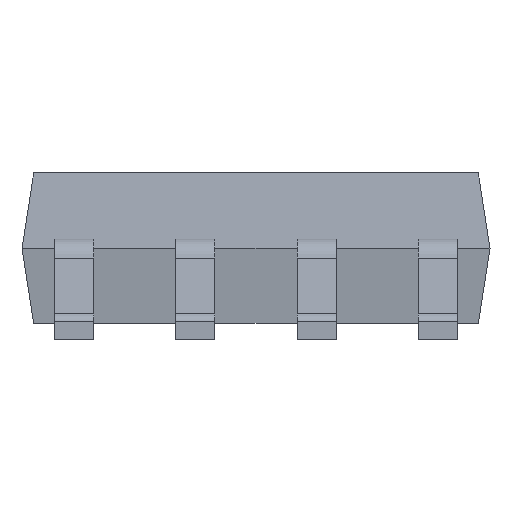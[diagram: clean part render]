
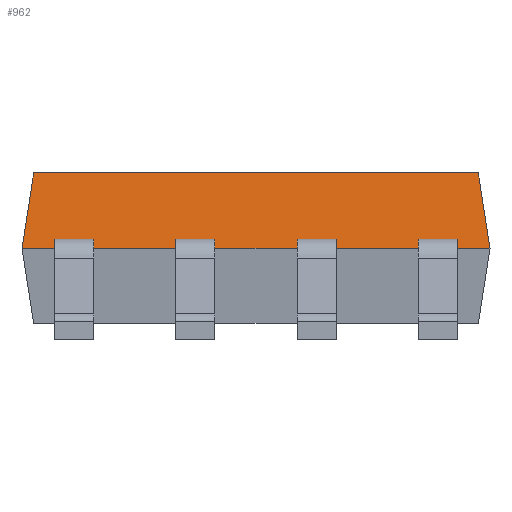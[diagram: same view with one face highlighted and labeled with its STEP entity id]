
A CAD part, left-side view. The second image highlights one B-rep face of the part: STEP entity #962.
In plain terms, the highlighted free-form (B-spline) face has degree [1, 1] with [2, 2] control points.
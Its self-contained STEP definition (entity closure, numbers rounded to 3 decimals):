
#24 = VERTEX_POINT('',#25);
#25 = CARTESIAN_POINT('',(-1.85,-2.33,1.75));
#31 = EDGE_CURVE('',#24,#32,#34,.T.);
#32 = VERTEX_POINT('',#33);
#33 = CARTESIAN_POINT('',(-1.85,2.33,1.75));
#34 = LINE('',#35,#36);
#35 = CARTESIAN_POINT('',(-1.85,-2.33,1.75));
#36 = VECTOR('',#37,1.);
#37 = DIRECTION('',(0.,1.,0.));
#767 = EDGE_CURVE('',#24,#768,#770,.T.);
#768 = VERTEX_POINT('',#769);
#769 = CARTESIAN_POINT('',(-1.948,-2.453,0.963));
#770 = B_SPLINE_CURVE_WITH_KNOTS('',1,(#771,#772),.UNSPECIFIED.,.F.,.F.,
  (2,2),(0.,1.),.PIECEWISE_BEZIER_KNOTS.);
#771 = CARTESIAN_POINT('',(-1.85,-2.33,1.75));
#772 = CARTESIAN_POINT('',(-1.948,-2.453,0.963));
#962 = ADVANCED_FACE('',(#963),#1128,.T.);
#963 = FACE_BOUND('',#964,.T.);
#964 = EDGE_LOOP('',(#965,#966,#967,#974,#982,#994,#1001,#1013,#1021,
    #1031,#1038,#1048,#1056,#1066,#1073,#1083,#1091,#1103,#1110,#1122));
#965 = ORIENTED_EDGE('',*,*,#767,.F.);
#966 = ORIENTED_EDGE('',*,*,#31,.T.);
#967 = ORIENTED_EDGE('',*,*,#968,.T.);
#968 = EDGE_CURVE('',#32,#969,#971,.T.);
#969 = VERTEX_POINT('',#970);
#970 = CARTESIAN_POINT('',(-1.948,2.453,0.963));
#971 = B_SPLINE_CURVE_WITH_KNOTS('',1,(#972,#973),.UNSPECIFIED.,.F.,.F.,
  (2,2),(0.,1.),.PIECEWISE_BEZIER_KNOTS.);
#972 = CARTESIAN_POINT('',(-1.85,2.33,1.75));
#973 = CARTESIAN_POINT('',(-1.948,2.453,0.963));
#974 = ORIENTED_EDGE('',*,*,#975,.F.);
#975 = EDGE_CURVE('',#976,#969,#978,.T.);
#976 = VERTEX_POINT('',#977);
#977 = CARTESIAN_POINT('',(-1.948,2.11,0.963));
#978 = LINE('',#979,#980);
#979 = CARTESIAN_POINT('',(-1.948,-2.453,0.963));
#980 = VECTOR('',#981,1.);
#981 = DIRECTION('',(0.,1.,0.));
#982 = ORIENTED_EDGE('',*,*,#983,.F.);
#983 = EDGE_CURVE('',#984,#976,#986,.T.);
#984 = VERTEX_POINT('',#985);
#985 = CARTESIAN_POINT('',(-1.936,2.11,1.058));
#986 = B_SPLINE_CURVE_WITH_KNOTS('',6,(#987,#988,#989,#990,#991,#992,
    #993),.UNSPECIFIED.,.F.,.F.,(7,7),(0.,1.),.PIECEWISE_BEZIER_KNOTS.);
#987 = CARTESIAN_POINT('',(-1.936,2.11,1.058));
#988 = CARTESIAN_POINT('',(-1.938,2.11,1.041));
#989 = CARTESIAN_POINT('',(-1.939,2.11,1.028));
#990 = CARTESIAN_POINT('',(-1.942,2.11,1.011));
#991 = CARTESIAN_POINT('',(-1.944,2.11,0.989));
#992 = CARTESIAN_POINT('',(-1.947,2.11,0.968));
#993 = CARTESIAN_POINT('',(-1.948,2.11,0.963));
#994 = ORIENTED_EDGE('',*,*,#995,.T.);
#995 = EDGE_CURVE('',#984,#996,#998,.T.);
#996 = VERTEX_POINT('',#997);
#997 = CARTESIAN_POINT('',(-1.936,1.7,1.058));
#998 = B_SPLINE_CURVE_WITH_KNOTS('',1,(#999,#1000),.UNSPECIFIED.,.F.,.F.
  ,(2,2),(0.,1.),.PIECEWISE_BEZIER_KNOTS.);
#999 = CARTESIAN_POINT('',(-1.936,2.11,1.058));
#1000 = CARTESIAN_POINT('',(-1.936,1.7,1.058));
#1001 = ORIENTED_EDGE('',*,*,#1002,.T.);
#1002 = EDGE_CURVE('',#996,#1003,#1005,.T.);
#1003 = VERTEX_POINT('',#1004);
#1004 = CARTESIAN_POINT('',(-1.948,1.7,0.963));
#1005 = B_SPLINE_CURVE_WITH_KNOTS('',6,(#1006,#1007,#1008,#1009,#1010,
    #1011,#1012),.UNSPECIFIED.,.F.,.F.,(7,7),(0.,1.),
  .PIECEWISE_BEZIER_KNOTS.);
#1006 = CARTESIAN_POINT('',(-1.936,1.7,1.058));
#1007 = CARTESIAN_POINT('',(-1.938,1.7,1.039));
#1008 = CARTESIAN_POINT('',(-1.94,1.7,1.026));
#1009 = CARTESIAN_POINT('',(-1.942,1.7,1.009));
#1010 = CARTESIAN_POINT('',(-1.944,1.7,0.988));
#1011 = CARTESIAN_POINT('',(-1.947,1.7,0.967));
#1012 = CARTESIAN_POINT('',(-1.948,1.7,0.963));
#1013 = ORIENTED_EDGE('',*,*,#1014,.F.);
#1014 = EDGE_CURVE('',#1015,#1003,#1017,.T.);
#1015 = VERTEX_POINT('',#1016);
#1016 = CARTESIAN_POINT('',(-1.948,0.84,0.963));
#1017 = LINE('',#1018,#1019);
#1018 = CARTESIAN_POINT('',(-1.948,-2.453,0.963));
#1019 = VECTOR('',#1020,1.);
#1020 = DIRECTION('',(0.,1.,0.));
#1021 = ORIENTED_EDGE('',*,*,#1022,.F.);
#1022 = EDGE_CURVE('',#1023,#1015,#1025,.T.);
#1023 = VERTEX_POINT('',#1024);
#1024 = CARTESIAN_POINT('',(-1.936,0.84,1.058));
#1025 = B_SPLINE_CURVE_WITH_KNOTS('',4,(#1026,#1027,#1028,#1029,#1030),
  .UNSPECIFIED.,.F.,.F.,(5,5),(0.,1.),.PIECEWISE_BEZIER_KNOTS.);
#1026 = CARTESIAN_POINT('',(-1.936,0.84,1.058));
#1027 = CARTESIAN_POINT('',(-1.939,0.84,1.034));
#1028 = CARTESIAN_POINT('',(-1.942,0.84,1.01));
#1029 = CARTESIAN_POINT('',(-1.945,0.84,0.986));
#1030 = CARTESIAN_POINT('',(-1.948,0.84,0.963));
#1031 = ORIENTED_EDGE('',*,*,#1032,.T.);
#1032 = EDGE_CURVE('',#1023,#1033,#1035,.T.);
#1033 = VERTEX_POINT('',#1034);
#1034 = CARTESIAN_POINT('',(-1.936,0.43,1.058));
#1035 = B_SPLINE_CURVE_WITH_KNOTS('',1,(#1036,#1037),.UNSPECIFIED.,.F.,
  .F.,(2,2),(0.,1.),.PIECEWISE_BEZIER_KNOTS.);
#1036 = CARTESIAN_POINT('',(-1.936,0.84,1.058));
#1037 = CARTESIAN_POINT('',(-1.936,0.43,1.058));
#1038 = ORIENTED_EDGE('',*,*,#1039,.T.);
#1039 = EDGE_CURVE('',#1033,#1040,#1042,.T.);
#1040 = VERTEX_POINT('',#1041);
#1041 = CARTESIAN_POINT('',(-1.948,0.43,0.963));
#1042 = B_SPLINE_CURVE_WITH_KNOTS('',4,(#1043,#1044,#1045,#1046,#1047),
  .UNSPECIFIED.,.F.,.F.,(5,5),(0.,1.),.PIECEWISE_BEZIER_KNOTS.);
#1043 = CARTESIAN_POINT('',(-1.936,0.43,1.058));
#1044 = CARTESIAN_POINT('',(-1.939,0.43,1.034));
#1045 = CARTESIAN_POINT('',(-1.942,0.43,1.01));
#1046 = CARTESIAN_POINT('',(-1.945,0.43,0.986));
#1047 = CARTESIAN_POINT('',(-1.948,0.43,0.963));
#1048 = ORIENTED_EDGE('',*,*,#1049,.F.);
#1049 = EDGE_CURVE('',#1050,#1040,#1052,.T.);
#1050 = VERTEX_POINT('',#1051);
#1051 = CARTESIAN_POINT('',(-1.948,-0.43,0.963));
#1052 = LINE('',#1053,#1054);
#1053 = CARTESIAN_POINT('',(-1.948,-2.453,0.963));
#1054 = VECTOR('',#1055,1.);
#1055 = DIRECTION('',(0.,1.,0.));
#1056 = ORIENTED_EDGE('',*,*,#1057,.F.);
#1057 = EDGE_CURVE('',#1058,#1050,#1060,.T.);
#1058 = VERTEX_POINT('',#1059);
#1059 = CARTESIAN_POINT('',(-1.936,-0.43,1.058));
#1060 = B_SPLINE_CURVE_WITH_KNOTS('',4,(#1061,#1062,#1063,#1064,#1065),
  .UNSPECIFIED.,.F.,.F.,(5,5),(0.,1.),.PIECEWISE_BEZIER_KNOTS.);
#1061 = CARTESIAN_POINT('',(-1.936,-0.43,1.058));
#1062 = CARTESIAN_POINT('',(-1.939,-0.43,1.034));
#1063 = CARTESIAN_POINT('',(-1.942,-0.43,1.01));
#1064 = CARTESIAN_POINT('',(-1.945,-0.43,0.986));
#1065 = CARTESIAN_POINT('',(-1.948,-0.43,0.963));
#1066 = ORIENTED_EDGE('',*,*,#1067,.T.);
#1067 = EDGE_CURVE('',#1058,#1068,#1070,.T.);
#1068 = VERTEX_POINT('',#1069);
#1069 = CARTESIAN_POINT('',(-1.936,-0.84,1.058));
#1070 = B_SPLINE_CURVE_WITH_KNOTS('',1,(#1071,#1072),.UNSPECIFIED.,.F.,
  .F.,(2,2),(0.,1.),.PIECEWISE_BEZIER_KNOTS.);
#1071 = CARTESIAN_POINT('',(-1.936,-0.43,1.058));
#1072 = CARTESIAN_POINT('',(-1.936,-0.84,1.058));
#1073 = ORIENTED_EDGE('',*,*,#1074,.T.);
#1074 = EDGE_CURVE('',#1068,#1075,#1077,.T.);
#1075 = VERTEX_POINT('',#1076);
#1076 = CARTESIAN_POINT('',(-1.948,-0.84,0.963));
#1077 = B_SPLINE_CURVE_WITH_KNOTS('',4,(#1078,#1079,#1080,#1081,#1082),
  .UNSPECIFIED.,.F.,.F.,(5,5),(0.,1.),.PIECEWISE_BEZIER_KNOTS.);
#1078 = CARTESIAN_POINT('',(-1.936,-0.84,1.058));
#1079 = CARTESIAN_POINT('',(-1.939,-0.84,1.034));
#1080 = CARTESIAN_POINT('',(-1.942,-0.84,1.01));
#1081 = CARTESIAN_POINT('',(-1.945,-0.84,0.986));
#1082 = CARTESIAN_POINT('',(-1.948,-0.84,0.963));
#1083 = ORIENTED_EDGE('',*,*,#1084,.F.);
#1084 = EDGE_CURVE('',#1085,#1075,#1087,.T.);
#1085 = VERTEX_POINT('',#1086);
#1086 = CARTESIAN_POINT('',(-1.948,-1.7,0.963));
#1087 = LINE('',#1088,#1089);
#1088 = CARTESIAN_POINT('',(-1.948,-2.453,0.963));
#1089 = VECTOR('',#1090,1.);
#1090 = DIRECTION('',(0.,1.,0.));
#1091 = ORIENTED_EDGE('',*,*,#1092,.F.);
#1092 = EDGE_CURVE('',#1093,#1085,#1095,.T.);
#1093 = VERTEX_POINT('',#1094);
#1094 = CARTESIAN_POINT('',(-1.936,-1.7,1.058));
#1095 = B_SPLINE_CURVE_WITH_KNOTS('',6,(#1096,#1097,#1098,#1099,#1100,
    #1101,#1102),.UNSPECIFIED.,.F.,.F.,(7,7),(0.,1.),
  .PIECEWISE_BEZIER_KNOTS.);
#1096 = CARTESIAN_POINT('',(-1.936,-1.7,1.058));
#1097 = CARTESIAN_POINT('',(-1.938,-1.7,1.039));
#1098 = CARTESIAN_POINT('',(-1.94,-1.7,1.026));
#1099 = CARTESIAN_POINT('',(-1.942,-1.7,1.009));
#1100 = CARTESIAN_POINT('',(-1.944,-1.7,0.988));
#1101 = CARTESIAN_POINT('',(-1.947,-1.7,0.967));
#1102 = CARTESIAN_POINT('',(-1.948,-1.7,0.963));
#1103 = ORIENTED_EDGE('',*,*,#1104,.T.);
#1104 = EDGE_CURVE('',#1093,#1105,#1107,.T.);
#1105 = VERTEX_POINT('',#1106);
#1106 = CARTESIAN_POINT('',(-1.936,-2.11,1.058));
#1107 = B_SPLINE_CURVE_WITH_KNOTS('',1,(#1108,#1109),.UNSPECIFIED.,.F.,
  .F.,(2,2),(0.,1.),.PIECEWISE_BEZIER_KNOTS.);
#1108 = CARTESIAN_POINT('',(-1.936,-1.7,1.058));
#1109 = CARTESIAN_POINT('',(-1.936,-2.11,1.058));
#1110 = ORIENTED_EDGE('',*,*,#1111,.T.);
#1111 = EDGE_CURVE('',#1105,#1112,#1114,.T.);
#1112 = VERTEX_POINT('',#1113);
#1113 = CARTESIAN_POINT('',(-1.948,-2.11,0.963));
#1114 = B_SPLINE_CURVE_WITH_KNOTS('',6,(#1115,#1116,#1117,#1118,#1119,
    #1120,#1121),.UNSPECIFIED.,.F.,.F.,(7,7),(0.,1.),
  .PIECEWISE_BEZIER_KNOTS.);
#1115 = CARTESIAN_POINT('',(-1.936,-2.11,1.058));
#1116 = CARTESIAN_POINT('',(-1.938,-2.11,1.041));
#1117 = CARTESIAN_POINT('',(-1.939,-2.11,1.028));
#1118 = CARTESIAN_POINT('',(-1.942,-2.11,1.011));
#1119 = CARTESIAN_POINT('',(-1.944,-2.11,0.989));
#1120 = CARTESIAN_POINT('',(-1.947,-2.11,0.968));
#1121 = CARTESIAN_POINT('',(-1.948,-2.11,0.963));
#1122 = ORIENTED_EDGE('',*,*,#1123,.F.);
#1123 = EDGE_CURVE('',#768,#1112,#1124,.T.);
#1124 = LINE('',#1125,#1126);
#1125 = CARTESIAN_POINT('',(-1.948,-2.453,0.963));
#1126 = VECTOR('',#1127,1.);
#1127 = DIRECTION('',(0.,1.,0.));
#1128 = B_SPLINE_SURFACE_WITH_KNOTS('',1,1,(
    (#1129,#1130)
    ,(#1131,#1132
    )),.UNSPECIFIED.,.F.,.F.,.F.,(2,2),(2,2),(0.,4.905),(0.,1.),
  .PIECEWISE_BEZIER_KNOTS.);
#1129 = CARTESIAN_POINT('',(-1.85,-2.33,1.75));
#1130 = CARTESIAN_POINT('',(-1.948,-2.453,0.963));
#1131 = CARTESIAN_POINT('',(-1.85,2.33,1.75));
#1132 = CARTESIAN_POINT('',(-1.948,2.453,0.963));
